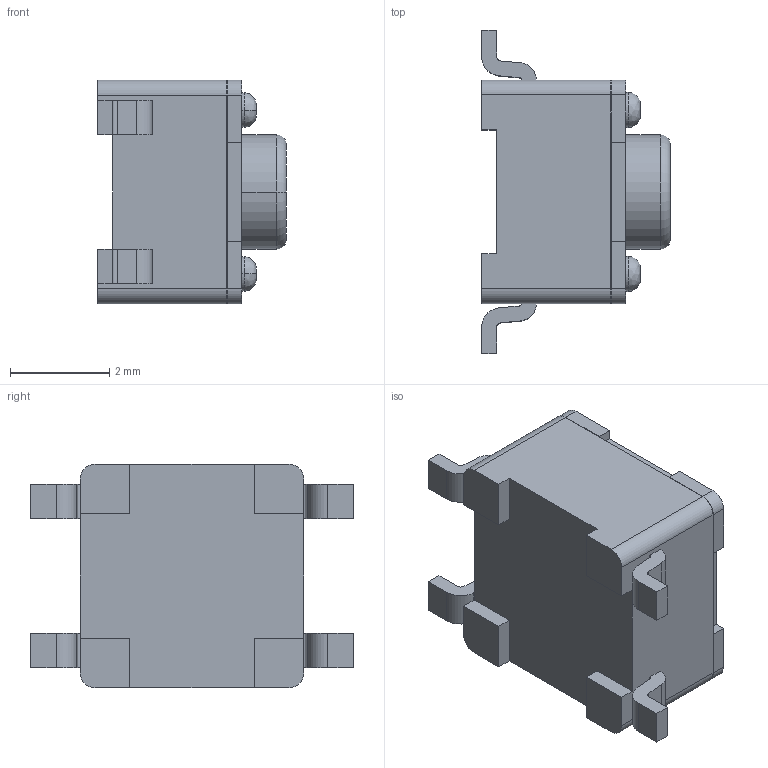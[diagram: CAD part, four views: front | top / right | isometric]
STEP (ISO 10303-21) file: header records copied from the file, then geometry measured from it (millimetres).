
FILE_DESCRIPTION(('FreeCAD Model'),'2;1');
FILE_NAME('Open CASCADE Shape Model','2024-02-17T23:29:45',('Author'),( ''),'Open CASCADE STEP processor 7.6','FreeCAD','Unknown');
FILE_SCHEMA(('AUTOMOTIVE_DESIGN { 1 0 10303 214 1 1 1 1 }'));
Length unit declared in the file: millimetre
Products named in the file (1): Shell
Bounding box: 3.8 x 6.5 x 4.5 mm (x, y, z)
Surface area: 122.1 mm2 (no closed solid volume)
Topology: 0 solids, 1 shells, 124 faces, 324 edges, 214 vertices
Faces by surface type: plane 78, cylinder 36, bspline 8, torus 2
Entity records: 4140 total; most frequent: CARTESIAN_POINT 879, DIRECTION 652, ORIENTED_EDGE 648, EDGE_CURVE 324, LINE 230, VECTOR 230, VERTEX_POINT 214, AXIS2_PLACEMENT_3D 211
